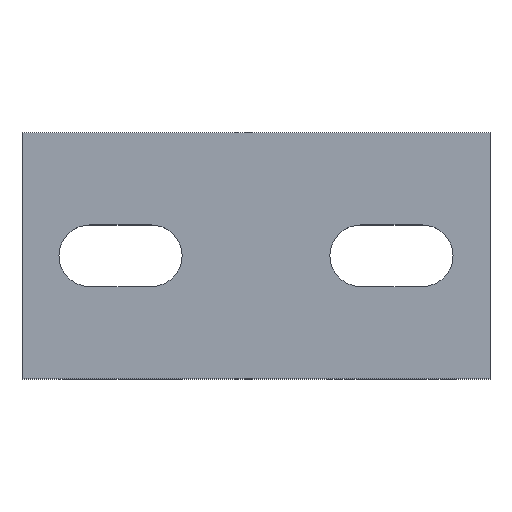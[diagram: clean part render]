
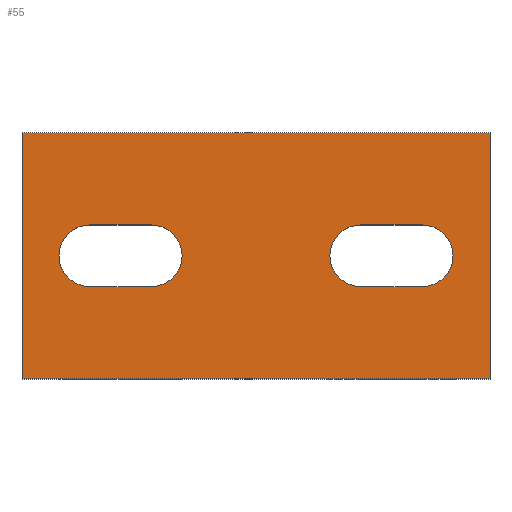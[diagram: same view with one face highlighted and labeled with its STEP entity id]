
A CAD part, top view. The second image highlights one B-rep face of the part: STEP entity #55.
In plain terms, the highlighted planar face has unit normal (0, 0, 1).
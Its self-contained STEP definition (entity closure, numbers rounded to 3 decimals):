
#15 = LINE ( 'NONE', #856, #670 ) ;
#38 = CIRCLE ( 'NONE', #137, 2.5 ) ;
#49 = VERTEX_POINT ( 'NONE', #356 ) ;
#53 = CARTESIAN_POINT ( 'NONE',  ( 0., 17., 20. ) ) ;
#55 = ADVANCED_FACE ( 'NONE', ( #232, #247, #709 ), #641, .F. ) ;
#60 = LINE ( 'NONE', #148, #196 ) ;
#63 = ORIENTED_EDGE ( 'NONE', *, *, #267, .T. ) ;
#71 = DIRECTION ( 'NONE',  ( 0., 0., -1. ) ) ;
#72 = DIRECTION ( 'NONE',  ( 0., 0., -1. ) ) ;
#74 = LINE ( 'NONE', #830, #554 ) ;
#76 = VECTOR ( 'NONE', #602, 1000. ) ;
#94 = ORIENTED_EDGE ( 'NONE', *, *, #504, .T. ) ;
#96 = DIRECTION ( 'NONE',  ( -1., 0., 0. ) ) ;
#101 = CARTESIAN_POINT ( 'NONE',  ( 27.5, 7., 20. ) ) ;
#108 = AXIS2_PLACEMENT_3D ( 'NONE', #345, #560, #283 ) ;
#122 = VERTEX_POINT ( 'NONE', #363 ) ;
#126 = ORIENTED_EDGE ( 'NONE', *, *, #135, .T. ) ;
#127 = EDGE_LOOP ( 'NONE', ( #387, #94, #376, #598, #63 ) ) ;
#131 = CARTESIAN_POINT ( 'NONE',  ( 10.5, 4.5, 20. ) ) ;
#135 = EDGE_CURVE ( 'NONE', #801, #122, #60, .T. ) ;
#136 = VERTEX_POINT ( 'NONE', #498 ) ;
#137 = AXIS2_PLACEMENT_3D ( 'NONE', #800, #278, #211 ) ;
#148 = CARTESIAN_POINT ( 'NONE',  ( 38., 4.5, 20. ) ) ;
#159 = DIRECTION ( 'NONE',  ( 1., 0., 0. ) ) ;
#174 = VECTOR ( 'NONE', #559, 1000. ) ;
#196 = VECTOR ( 'NONE', #833, 1000. ) ;
#197 = AXIS2_PLACEMENT_3D ( 'NONE', #654, #241, #725 ) ;
#198 = VERTEX_POINT ( 'NONE', #852 ) ;
#204 = CIRCLE ( 'NONE', #578, 2.5 ) ;
#211 = DIRECTION ( 'NONE',  ( 0., 1., 0. ) ) ;
#222 = VERTEX_POINT ( 'NONE', #304 ) ;
#232 = FACE_BOUND ( 'NONE', #433, .T. ) ;
#235 = CARTESIAN_POINT ( 'NONE',  ( 32.5, 9.5, 20. ) ) ;
#241 = DIRECTION ( 'NONE',  ( 0., 0., -1. ) ) ;
#247 = FACE_BOUND ( 'NONE', #127, .T. ) ;
#267 = EDGE_CURVE ( 'NONE', #381, #374, #477, .T. ) ;
#278 = DIRECTION ( 'NONE',  ( 0., 0., -1. ) ) ;
#283 = DIRECTION ( 'NONE',  ( 0., 1., 0. ) ) ;
#304 = CARTESIAN_POINT ( 'NONE',  ( 25., 7., 20. ) ) ;
#306 = CARTESIAN_POINT ( 'NONE',  ( 32.5, 4.5, 20. ) ) ;
#312 = LINE ( 'NONE', #729, #845 ) ;
#315 = ORIENTED_EDGE ( 'NONE', *, *, #761, .T. ) ;
#317 = EDGE_CURVE ( 'NONE', #136, #49, #555, .T. ) ;
#328 = LINE ( 'NONE', #817, #765 ) ;
#345 = CARTESIAN_POINT ( 'NONE',  ( 27.5, 7., 20. ) ) ;
#356 = CARTESIAN_POINT ( 'NONE',  ( 38., -3., 20. ) ) ;
#362 = EDGE_CURVE ( 'NONE', #777, #381, #328, .T. ) ;
#363 = CARTESIAN_POINT ( 'NONE',  ( 27.5, 4.5, 20. ) ) ;
#365 = ORIENTED_EDGE ( 'NONE', *, *, #454, .T. ) ;
#366 = VERTEX_POINT ( 'NONE', #797 ) ;
#374 = VERTEX_POINT ( 'NONE', #131 ) ;
#376 = ORIENTED_EDGE ( 'NONE', *, *, #411, .T. ) ;
#381 = VERTEX_POINT ( 'NONE', #553 ) ;
#383 = CIRCLE ( 'NONE', #108, 2.5 ) ;
#387 = ORIENTED_EDGE ( 'NONE', *, *, #473, .T. ) ;
#390 = DIRECTION ( 'NONE',  ( 1., 0., 0. ) ) ;
#411 = EDGE_CURVE ( 'NONE', #366, #777, #38, .T. ) ;
#412 = DIRECTION ( 'NONE',  ( -1., 0., 0. ) ) ;
#414 = CARTESIAN_POINT ( 'NONE',  ( 5.5, 7., 20. ) ) ;
#417 = CARTESIAN_POINT ( 'NONE',  ( 38., 17., 20. ) ) ;
#421 = DIRECTION ( 'NONE',  ( 0., 1., 0. ) ) ;
#427 = LINE ( 'NONE', #868, #668 ) ;
#433 = EDGE_LOOP ( 'NONE', ( #315, #458, #126, #714, #827 ) ) ;
#447 = DIRECTION ( 'NONE',  ( 0., -1., 0. ) ) ;
#454 = EDGE_CURVE ( 'NONE', #136, #813, #495, .T. ) ;
#456 = ORIENTED_EDGE ( 'NONE', *, *, #716, .F. ) ;
#458 = ORIENTED_EDGE ( 'NONE', *, *, #459, .T. ) ;
#459 = EDGE_CURVE ( 'NONE', #772, #801, #582, .T. ) ;
#473 = EDGE_CURVE ( 'NONE', #374, #198, #74, .T. ) ;
#477 = CIRCLE ( 'NONE', #197, 2.5 ) ;
#478 = CIRCLE ( 'NONE', #649, 2.5 ) ;
#484 = AXIS2_PLACEMENT_3D ( 'NONE', #688, #760, #421 ) ;
#495 = LINE ( 'NONE', #417, #174 ) ;
#498 = CARTESIAN_POINT ( 'NONE',  ( 38., 17., 20. ) ) ;
#504 = EDGE_CURVE ( 'NONE', #198, #366, #204, .T. ) ;
#507 = EDGE_CURVE ( 'NONE', #222, #524, #383, .T. ) ;
#524 = VERTEX_POINT ( 'NONE', #832 ) ;
#553 = CARTESIAN_POINT ( 'NONE',  ( 10.5, 9.5, 20. ) ) ;
#554 = VECTOR ( 'NONE', #412, 1000. ) ;
#555 = LINE ( 'NONE', #686, #76 ) ;
#559 = DIRECTION ( 'NONE',  ( -1., 0., 0. ) ) ;
#560 = DIRECTION ( 'NONE',  ( 0., 0., -1. ) ) ;
#578 = AXIS2_PLACEMENT_3D ( 'NONE', #414, #71, #897 ) ;
#582 = CIRCLE ( 'NONE', #484, 2.5 ) ;
#597 = ORIENTED_EDGE ( 'NONE', *, *, #317, .F. ) ;
#598 = ORIENTED_EDGE ( 'NONE', *, *, #362, .T. ) ;
#602 = DIRECTION ( 'NONE',  ( 0., -1., 0. ) ) ;
#635 = EDGE_LOOP ( 'NONE', ( #673, #456, #597, #365 ) ) ;
#639 = CARTESIAN_POINT ( 'NONE',  ( 38., 17., 20. ) ) ;
#641 = PLANE ( 'NONE',  #871 ) ;
#649 = AXIS2_PLACEMENT_3D ( 'NONE', #101, #658, #795 ) ;
#654 = CARTESIAN_POINT ( 'NONE',  ( 10.5, 7., 20. ) ) ;
#658 = DIRECTION ( 'NONE',  ( 0., 0., -1. ) ) ;
#667 = CARTESIAN_POINT ( 'NONE',  ( 0., -3., 20. ) ) ;
#668 = VECTOR ( 'NONE', #447, 1000. ) ;
#670 = VECTOR ( 'NONE', #159, 1000. ) ;
#673 = ORIENTED_EDGE ( 'NONE', *, *, #736, .T. ) ;
#686 = CARTESIAN_POINT ( 'NONE',  ( 38., 17., 20. ) ) ;
#688 = CARTESIAN_POINT ( 'NONE',  ( 32.5, 7., 20. ) ) ;
#706 = DIRECTION ( 'NONE',  ( 0., 1., 0. ) ) ;
#709 = FACE_OUTER_BOUND ( 'NONE', #635, .T. ) ;
#714 = ORIENTED_EDGE ( 'NONE', *, *, #784, .T. ) ;
#716 = EDGE_CURVE ( 'NONE', #49, #878, #312, .T. ) ;
#725 = DIRECTION ( 'NONE',  ( 0., 1., 0. ) ) ;
#729 = CARTESIAN_POINT ( 'NONE',  ( 38., -3., 20. ) ) ;
#736 = EDGE_CURVE ( 'NONE', #813, #878, #427, .T. ) ;
#760 = DIRECTION ( 'NONE',  ( 0., 0., -1. ) ) ;
#761 = EDGE_CURVE ( 'NONE', #524, #772, #15, .T. ) ;
#765 = VECTOR ( 'NONE', #390, 1000. ) ;
#772 = VERTEX_POINT ( 'NONE', #235 ) ;
#777 = VERTEX_POINT ( 'NONE', #861 ) ;
#784 = EDGE_CURVE ( 'NONE', #122, #222, #478, .T. ) ;
#795 = DIRECTION ( 'NONE',  ( 0., 1., 0. ) ) ;
#797 = CARTESIAN_POINT ( 'NONE',  ( 3., 7., 20. ) ) ;
#800 = CARTESIAN_POINT ( 'NONE',  ( 5.5, 7., 20. ) ) ;
#801 = VERTEX_POINT ( 'NONE', #306 ) ;
#813 = VERTEX_POINT ( 'NONE', #53 ) ;
#817 = CARTESIAN_POINT ( 'NONE',  ( 38., 9.5, 20. ) ) ;
#827 = ORIENTED_EDGE ( 'NONE', *, *, #507, .T. ) ;
#830 = CARTESIAN_POINT ( 'NONE',  ( 38., 4.5, 20. ) ) ;
#832 = CARTESIAN_POINT ( 'NONE',  ( 27.5, 9.5, 20. ) ) ;
#833 = DIRECTION ( 'NONE',  ( -1., 0., 0. ) ) ;
#845 = VECTOR ( 'NONE', #96, 1000. ) ;
#852 = CARTESIAN_POINT ( 'NONE',  ( 5.5, 4.5, 20. ) ) ;
#856 = CARTESIAN_POINT ( 'NONE',  ( 38., 9.5, 20. ) ) ;
#861 = CARTESIAN_POINT ( 'NONE',  ( 5.5, 9.5, 20. ) ) ;
#868 = CARTESIAN_POINT ( 'NONE',  ( 0., 17., 20. ) ) ;
#871 = AXIS2_PLACEMENT_3D ( 'NONE', #639, #72, #706 ) ;
#878 = VERTEX_POINT ( 'NONE', #667 ) ;
#897 = DIRECTION ( 'NONE',  ( 0., 1., 0. ) ) ;
